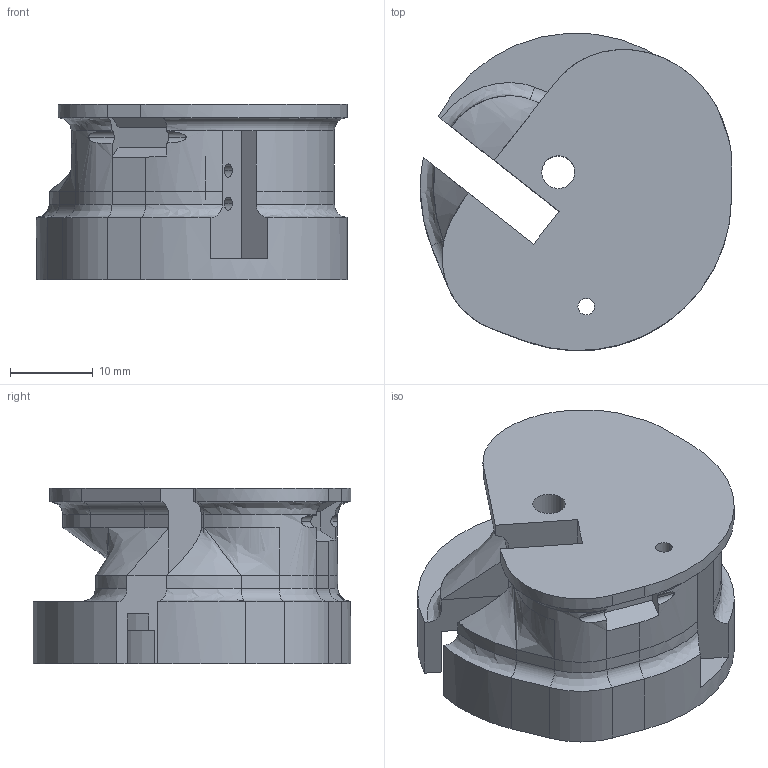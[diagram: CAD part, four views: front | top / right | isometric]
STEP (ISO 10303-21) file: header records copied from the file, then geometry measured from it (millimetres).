
FILE_DESCRIPTION (( 'STEP AP214' ), '1' );
FILE_NAME ('cam-transmission.STEP', '2025-11-17T17:30:57', ( '' ), ( '' ), 'SwSTEP 2.0', 'SolidWorks 2025', '' );
FILE_SCHEMA (( 'AUTOMOTIVE_DESIGN' ));
Length unit declared in the file: millimetre
Products named in the file (1): cam-transmission
Bounding box: 37.59 x 38.36 x 21.17 mm (x, y, z)
Volume: 13505.7 mm3; surface area: 7630.8 mm2
Topology: 4 solids, 4 shells, 120 faces, 310 edges, 198 vertices
Faces by surface type: plane 55, cylinder 38, bspline 24, cone 2, torus 1
Entity records: 5557 total; most frequent: CARTESIAN_POINT 2722, ORIENTED_EDGE 620, DIRECTION 507, EDGE_CURVE 310, VERTEX_POINT 198, LINE 177, VECTOR 177, AXIS2_PLACEMENT_3D 165
